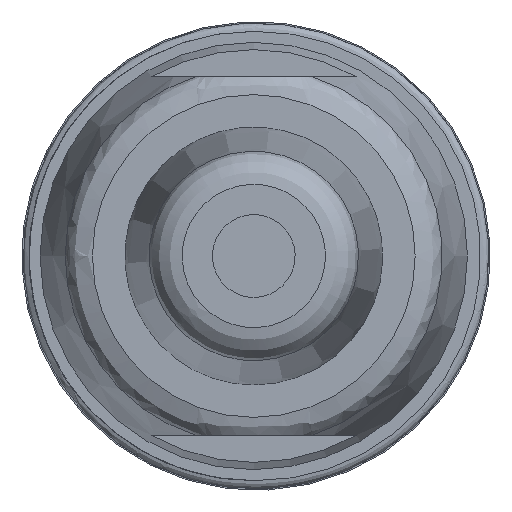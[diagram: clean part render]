
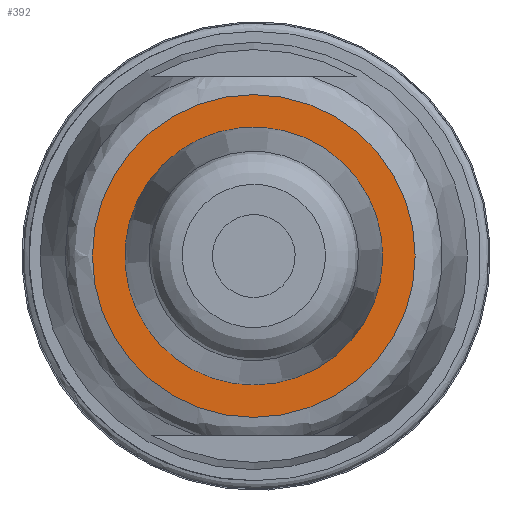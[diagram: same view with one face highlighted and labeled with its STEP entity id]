
A CAD part, front view. The second image highlights one B-rep face of the part: STEP entity #392.
In plain terms, the highlighted planar face has unit normal (0, -1, 0).
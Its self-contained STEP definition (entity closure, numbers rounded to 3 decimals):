
#218=FACE_BOUND('',#585,.T.);
#219=FACE_BOUND('',#586,.T.);
#294=PLANE('',#1778);
#392=ADVANCED_FACE('',(#218,#219),#294,.T.);
#585=EDGE_LOOP('',(#964));
#586=EDGE_LOOP('',(#965));
#676=CIRCLE('',#1774,4.678);
#677=CIRCLE('',#1777,5.853);
#964=ORIENTED_EDGE('',*,*,#1398,.F.);
#965=ORIENTED_EDGE('',*,*,#1399,.F.);
#1215=VERTEX_POINT('',#2608);
#1216=VERTEX_POINT('',#2612);
#1398=EDGE_CURVE('',#1215,#1215,#676,.T.);
#1399=EDGE_CURVE('',#1216,#1216,#677,.T.);
#1774=AXIS2_PLACEMENT_3D('',#2607,#2101,#2102);
#1777=AXIS2_PLACEMENT_3D('',#2611,#2107,#2108);
#1778=AXIS2_PLACEMENT_3D('',#2613,#2109,#2110);
#2101=DIRECTION('',(0.,-1.,0.));
#2102=DIRECTION('',(0.,0.,-1.));
#2107=DIRECTION('',(0.,1.,0.));
#2108=DIRECTION('',(-1.,0.,0.));
#2109=DIRECTION('',(0.,-1.,0.));
#2110=DIRECTION('',(-1.,0.,0.));
#2607=CARTESIAN_POINT('',(21.985,-55.865,0.));
#2608=CARTESIAN_POINT('',(21.985,-55.865,-4.678));
#2611=CARTESIAN_POINT('',(21.985,-55.865,0.));
#2612=CARTESIAN_POINT('',(16.132,-55.865,0.));
#2613=CARTESIAN_POINT('',(28.423,-55.865,6.438));
